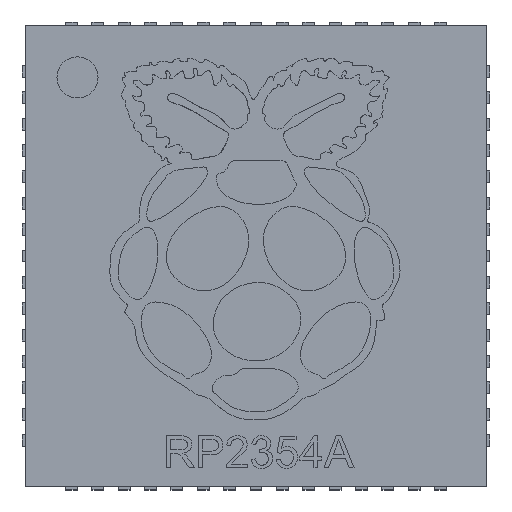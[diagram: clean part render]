
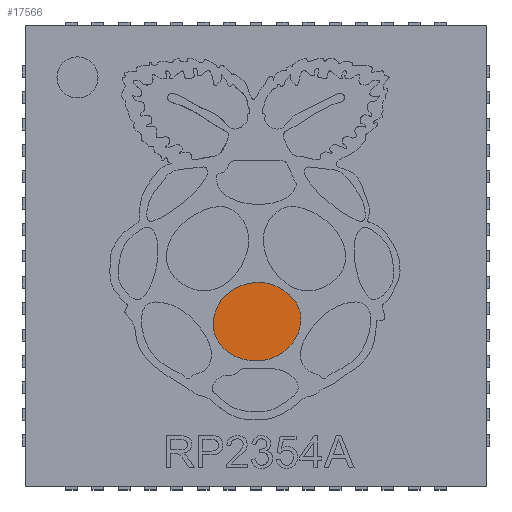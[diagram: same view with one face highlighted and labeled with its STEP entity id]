
A CAD part, top view. The second image highlights one B-rep face of the part: STEP entity #17566.
In plain terms, the highlighted planar face has unit normal (0, 0, 1).
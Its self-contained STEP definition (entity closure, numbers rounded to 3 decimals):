
#5584=ORIENTED_EDGE('',*,*,#8026,.F.);
#8026=EDGE_CURVE('',#9469,#9469,#9871,.T.);
#9469=VERTEX_POINT('',#26753);
#9871=B_SPLINE_CURVE_WITH_KNOTS('',3,(#26739,#26740,#26741,#26742,#26743,
#26744,#26745,#26746,#26747,#26748,#26749,#26750,#26751,#26752),
 .UNSPECIFIED.,.T.,.F.,(4,1,1,1,1,1,1,1,1,1,1,4),(0.,0.122,
0.176,0.25,0.332,0.404,
0.504,0.582,0.684,0.774,
0.871,1.),.UNSPECIFIED.);
#10678=EDGE_LOOP('',(#5584));
#11435=FACE_BOUND('',#10678,.T.);
#12033=PLANE('',#18525);
#17566=ADVANCED_FACE('',(#11435),#12033,.T.);
#18525=AXIS2_PLACEMENT_3D('',#26754,#21124,#21125);
#21124=DIRECTION('',(0.,0.,1.));
#21125=DIRECTION('',(1.,0.,0.));
#26739=CARTESIAN_POINT('',(-0.531,-0.681,0.95));
#26740=CARTESIAN_POINT('',(-0.435,-0.549,0.95));
#26741=CARTESIAN_POINT('',(-0.223,-0.425,0.95));
#26742=CARTESIAN_POINT('',(0.103,-0.388,0.95));
#26743=CARTESIAN_POINT('',(0.369,-0.473,0.95));
#26744=CARTESIAN_POINT('',(0.614,-0.661,0.95));
#26745=CARTESIAN_POINT('',(0.722,-0.995,0.95));
#26746=CARTESIAN_POINT('',(0.59,-1.32,0.95));
#26747=CARTESIAN_POINT('',(0.306,-1.56,0.95));
#26748=CARTESIAN_POINT('',(-0.059,-1.62,0.95));
#26749=CARTESIAN_POINT('',(-0.427,-1.5,0.95));
#26750=CARTESIAN_POINT('',(-0.711,-1.154,0.95));
#26751=CARTESIAN_POINT('',(-0.633,-0.821,0.95));
#26752=CARTESIAN_POINT('',(-0.531,-0.681,0.95));
#26753=CARTESIAN_POINT('',(-0.531,-0.681,0.95));
#26754=CARTESIAN_POINT('',(0.561,-1.31,0.95));
